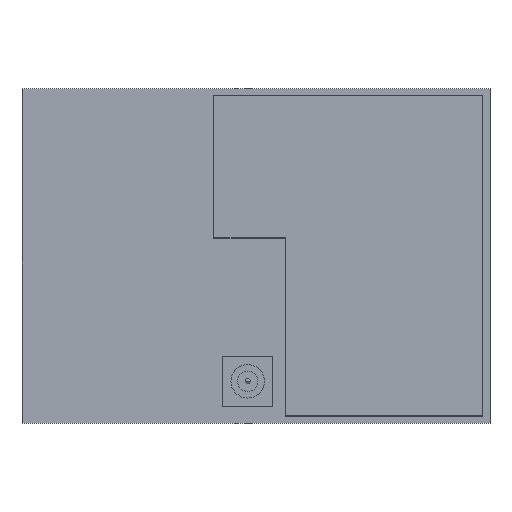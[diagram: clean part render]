
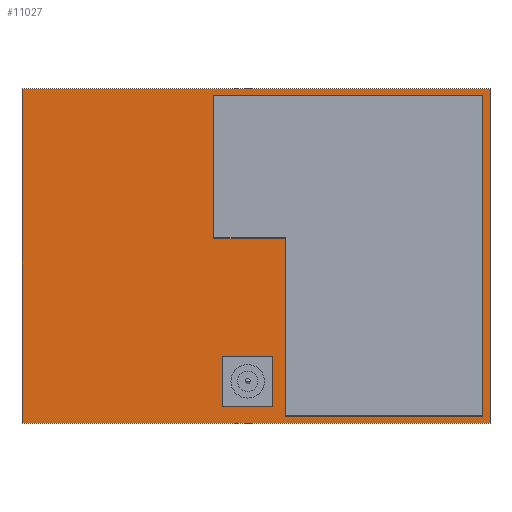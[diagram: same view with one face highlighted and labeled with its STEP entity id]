
A CAD part, top view. The second image highlights one B-rep face of the part: STEP entity #11027.
In plain terms, the highlighted planar face has unit normal (0, 0, 1).
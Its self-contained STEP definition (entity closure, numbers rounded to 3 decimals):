
#109 = VERTEX_POINT ( 'NONE', #4659 ) ;
#128 = LINE ( 'NONE', #8478, #7080 ) ;
#271 = CARTESIAN_POINT ( 'NONE',  ( 15.775, 11.075, 0.4 ) ) ;
#420 = VERTEX_POINT ( 'NONE', #4160 ) ;
#433 = VECTOR ( 'NONE', #2119, 1000. ) ;
#673 = EDGE_CURVE ( 'NONE', #10446, #6941, #8873, .T. ) ;
#748 = CARTESIAN_POINT ( 'NONE',  ( 0., 0., 0.4 ) ) ;
#756 = CARTESIAN_POINT ( 'NONE',  ( 27.575, 19.575, 0.4 ) ) ;
#906 = DIRECTION ( 'NONE',  ( 1., 0., 0. ) ) ;
#1206 = CARTESIAN_POINT ( 'NONE',  ( 0., 0., 0.4 ) ) ;
#1309 = ORIENTED_EDGE ( 'NONE', *, *, #1500, .F. ) ;
#1342 = CARTESIAN_POINT ( 'NONE',  ( 12., 4., 0.4 ) ) ;
#1480 = LINE ( 'NONE', #11244, #8716 ) ;
#1500 = EDGE_CURVE ( 'NONE', #7617, #6565, #3332, .T. ) ;
#1582 = AXIS2_PLACEMENT_3D ( 'NONE', #748, #7098, #1656 ) ;
#1595 = EDGE_CURVE ( 'NONE', #6305, #7617, #4936, .T. ) ;
#1619 = VECTOR ( 'NONE', #9800, 1000. ) ;
#1631 = EDGE_CURVE ( 'NONE', #109, #420, #4065, .T. ) ;
#1656 = DIRECTION ( 'NONE',  ( -1., 0., 0. ) ) ;
#1832 = VECTOR ( 'NONE', #3638, 1000. ) ;
#2043 = DIRECTION ( 'NONE',  ( 1., 0., 0. ) ) ;
#2119 = DIRECTION ( 'NONE',  ( 0., -1., 0. ) ) ;
#2353 = VERTEX_POINT ( 'NONE', #11664 ) ;
#2865 = LINE ( 'NONE', #5708, #7398 ) ;
#2882 = ORIENTED_EDGE ( 'NONE', *, *, #2982, .T. ) ;
#2982 = EDGE_CURVE ( 'NONE', #6941, #109, #4789, .T. ) ;
#3054 = EDGE_CURVE ( 'NONE', #5503, #6305, #1480, .T. ) ;
#3133 = VECTOR ( 'NONE', #6584, 1000. ) ;
#3149 = VERTEX_POINT ( 'NONE', #10210 ) ;
#3216 = VERTEX_POINT ( 'NONE', #1342 ) ;
#3332 = LINE ( 'NONE', #9358, #7884 ) ;
#3418 = FACE_BOUND ( 'NONE', #5267, .T. ) ;
#3440 = EDGE_CURVE ( 'NONE', #2353, #3149, #11135, .T. ) ;
#3638 = DIRECTION ( 'NONE',  ( 0., -1., 0. ) ) ;
#3689 = DIRECTION ( 'NONE',  ( -1., 0., 0. ) ) ;
#3778 = VECTOR ( 'NONE', #3689, 1000. ) ;
#4047 = ORIENTED_EDGE ( 'NONE', *, *, #673, .T. ) ;
#4065 = LINE ( 'NONE', #6160, #3778 ) ;
#4072 = VECTOR ( 'NONE', #906, 1000. ) ;
#4117 = CARTESIAN_POINT ( 'NONE',  ( 12., 1., 0.4 ) ) ;
#4160 = CARTESIAN_POINT ( 'NONE',  ( 0., 20., 0.4 ) ) ;
#4209 = ORIENTED_EDGE ( 'NONE', *, *, #3054, .F. ) ;
#4274 = LINE ( 'NONE', #9815, #6684 ) ;
#4304 = VERTEX_POINT ( 'NONE', #7148 ) ;
#4565 = LINE ( 'NONE', #10889, #1832 ) ;
#4589 = CARTESIAN_POINT ( 'NONE',  ( 0., 0., 0.4 ) ) ;
#4659 = CARTESIAN_POINT ( 'NONE',  ( 28., 20., 0.4 ) ) ;
#4761 = EDGE_CURVE ( 'NONE', #6565, #6235, #4274, .T. ) ;
#4789 = LINE ( 'NONE', #8143, #9584 ) ;
#4791 = ORIENTED_EDGE ( 'NONE', *, *, #1631, .T. ) ;
#4936 = LINE ( 'NONE', #10783, #9158 ) ;
#5059 = DIRECTION ( 'NONE',  ( 1., 0., 0. ) ) ;
#5067 = EDGE_LOOP ( 'NONE', ( #6819, #4047, #2882, #4791 ) ) ;
#5081 = DIRECTION ( 'NONE',  ( 0., 1., 0. ) ) ;
#5267 = EDGE_LOOP ( 'NONE', ( #5679, #10357, #5374, #8202 ) ) ;
#5374 = ORIENTED_EDGE ( 'NONE', *, *, #3440, .F. ) ;
#5437 = EDGE_CURVE ( 'NONE', #6235, #5681, #6731, .T. ) ;
#5503 = VERTEX_POINT ( 'NONE', #8992 ) ;
#5545 = CARTESIAN_POINT ( 'NONE',  ( 15.775, 0.425, 0.4 ) ) ;
#5559 = LINE ( 'NONE', #4117, #3133 ) ;
#5679 = ORIENTED_EDGE ( 'NONE', *, *, #11341, .F. ) ;
#5681 = VERTEX_POINT ( 'NONE', #7463 ) ;
#5708 = CARTESIAN_POINT ( 'NONE',  ( 27.575, 19.575, 0.4 ) ) ;
#5835 = FACE_BOUND ( 'NONE', #7181, .T. ) ;
#6160 = CARTESIAN_POINT ( 'NONE',  ( 0., 20., 0.4 ) ) ;
#6161 = CARTESIAN_POINT ( 'NONE',  ( 27.575, 0.425, 0.4 ) ) ;
#6235 = VERTEX_POINT ( 'NONE', #6161 ) ;
#6305 = VERTEX_POINT ( 'NONE', #11510 ) ;
#6565 = VERTEX_POINT ( 'NONE', #5545 ) ;
#6584 = DIRECTION ( 'NONE',  ( 1., 0., 0. ) ) ;
#6645 = EDGE_CURVE ( 'NONE', #5681, #5503, #2865, .T. ) ;
#6655 = CARTESIAN_POINT ( 'NONE',  ( 12., 4., 0.4 ) ) ;
#6684 = VECTOR ( 'NONE', #2043, 1000. ) ;
#6731 = LINE ( 'NONE', #756, #1619 ) ;
#6819 = ORIENTED_EDGE ( 'NONE', *, *, #11653, .T. ) ;
#6941 = VERTEX_POINT ( 'NONE', #8310 ) ;
#7080 = VECTOR ( 'NONE', #9378, 1000. ) ;
#7098 = DIRECTION ( 'NONE',  ( 0., 0., -1. ) ) ;
#7148 = CARTESIAN_POINT ( 'NONE',  ( 12., 1., 0.4 ) ) ;
#7181 = EDGE_LOOP ( 'NONE', ( #11479, #9758, #1309, #10043, #4209, #8792 ) ) ;
#7398 = VECTOR ( 'NONE', #7915, 1000. ) ;
#7463 = CARTESIAN_POINT ( 'NONE',  ( 27.575, 19.575, 0.4 ) ) ;
#7603 = EDGE_CURVE ( 'NONE', #4304, #2353, #5559, .T. ) ;
#7617 = VERTEX_POINT ( 'NONE', #271 ) ;
#7884 = VECTOR ( 'NONE', #11392, 1000. ) ;
#7915 = DIRECTION ( 'NONE',  ( -1., 0., 0. ) ) ;
#7971 = PLANE ( 'NONE',  #1582 ) ;
#8143 = CARTESIAN_POINT ( 'NONE',  ( 28., 0., 0.4 ) ) ;
#8160 = DIRECTION ( 'NONE',  ( 0., -1., 0. ) ) ;
#8202 = ORIENTED_EDGE ( 'NONE', *, *, #7603, .F. ) ;
#8310 = CARTESIAN_POINT ( 'NONE',  ( 28., 0., 0.4 ) ) ;
#8478 = CARTESIAN_POINT ( 'NONE',  ( 12., 4., 0.4 ) ) ;
#8705 = VECTOR ( 'NONE', #5081, 1000. ) ;
#8716 = VECTOR ( 'NONE', #8160, 1000. ) ;
#8792 = ORIENTED_EDGE ( 'NONE', *, *, #6645, .F. ) ;
#8873 = LINE ( 'NONE', #4589, #4072 ) ;
#8903 = CARTESIAN_POINT ( 'NONE',  ( 15., 4., 0.4 ) ) ;
#8992 = CARTESIAN_POINT ( 'NONE',  ( 11.475, 19.575, 0.4 ) ) ;
#9158 = VECTOR ( 'NONE', #5059, 1000. ) ;
#9348 = DIRECTION ( 'NONE',  ( 0., 1., 0. ) ) ;
#9358 = CARTESIAN_POINT ( 'NONE',  ( 15.775, 11.075, 0.4 ) ) ;
#9378 = DIRECTION ( 'NONE',  ( -1., 0., 0. ) ) ;
#9584 = VECTOR ( 'NONE', #9348, 1000. ) ;
#9758 = ORIENTED_EDGE ( 'NONE', *, *, #4761, .F. ) ;
#9800 = DIRECTION ( 'NONE',  ( 0., 1., 0. ) ) ;
#9815 = CARTESIAN_POINT ( 'NONE',  ( 27.575, 0.425, 0.4 ) ) ;
#9820 = EDGE_CURVE ( 'NONE', #3149, #3216, #128, .T. ) ;
#10043 = ORIENTED_EDGE ( 'NONE', *, *, #1595, .F. ) ;
#10077 = LINE ( 'NONE', #6655, #433 ) ;
#10210 = CARTESIAN_POINT ( 'NONE',  ( 15., 4., 0.4 ) ) ;
#10357 = ORIENTED_EDGE ( 'NONE', *, *, #9820, .F. ) ;
#10372 = FACE_OUTER_BOUND ( 'NONE', #5067, .T. ) ;
#10446 = VERTEX_POINT ( 'NONE', #1206 ) ;
#10783 = CARTESIAN_POINT ( 'NONE',  ( 11.475, 11.075, 0.4 ) ) ;
#10889 = CARTESIAN_POINT ( 'NONE',  ( 0., 0., 0.4 ) ) ;
#11027 = ADVANCED_FACE ( 'NONE', ( #5835, #10372, #3418 ), #7971, .F. ) ;
#11135 = LINE ( 'NONE', #8903, #8705 ) ;
#11244 = CARTESIAN_POINT ( 'NONE',  ( 11.475, 19.575, 0.4 ) ) ;
#11341 = EDGE_CURVE ( 'NONE', #3216, #4304, #10077, .T. ) ;
#11392 = DIRECTION ( 'NONE',  ( 0., -1., 0. ) ) ;
#11479 = ORIENTED_EDGE ( 'NONE', *, *, #5437, .F. ) ;
#11510 = CARTESIAN_POINT ( 'NONE',  ( 11.475, 11.075, 0.4 ) ) ;
#11653 = EDGE_CURVE ( 'NONE', #420, #10446, #4565, .T. ) ;
#11664 = CARTESIAN_POINT ( 'NONE',  ( 15., 1., 0.4 ) ) ;
